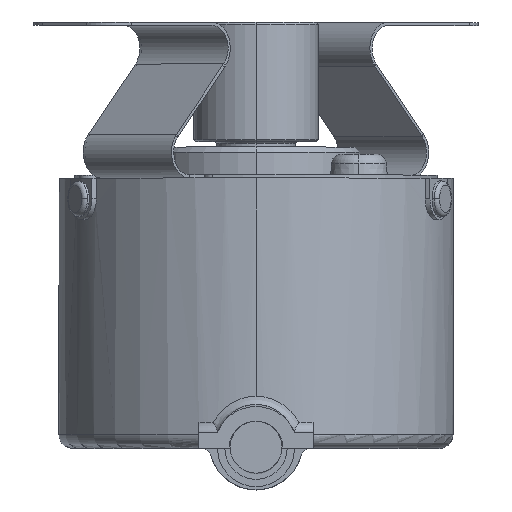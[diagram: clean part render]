
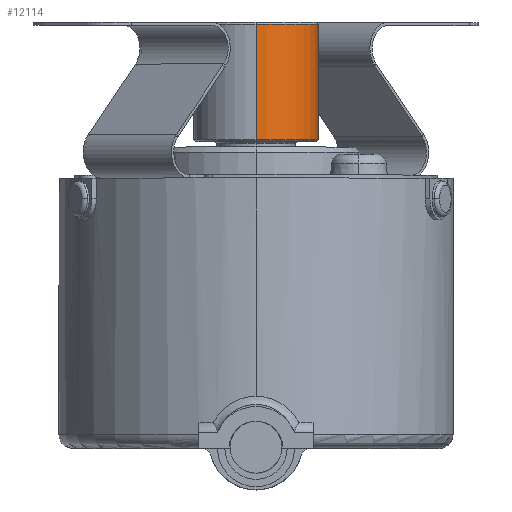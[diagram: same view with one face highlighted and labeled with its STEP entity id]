
A CAD part, top view. The second image highlights one B-rep face of the part: STEP entity #12114.
In plain terms, the highlighted cylindrical face has radius 6 mm (diameter 12 mm), a partial arc.
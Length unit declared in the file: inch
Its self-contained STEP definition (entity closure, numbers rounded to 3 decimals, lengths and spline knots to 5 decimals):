
#150 = DIRECTION ( 'NONE',  ( 0., -1., 0. ) ) ;
#164 = CARTESIAN_POINT ( 'NONE',  ( 1.23745, 2.62682, 2.38754 ) ) ;
#199 = LINE ( 'NONE', #164, #4911 ) ;
#754 = CARTESIAN_POINT ( 'NONE',  ( 1.29453, 2.50871, 1.9221 ) ) ;
#1215 = CARTESIAN_POINT ( 'NONE',  ( 1.23745, 2.18194, 2.38754 ) ) ;
#1477 = CARTESIAN_POINT ( 'NONE',  ( 1.23745, 2.62682, 1.91509 ) ) ;
#1815 = EDGE_LOOP ( 'NONE', ( #5798, #5069, #2122, #2415, #2511, #13322, #15086 ) ) ;
#1835 = EDGE_CURVE ( 'NONE', #7348, #10616, #14348, .T. ) ;
#2100 = VERTEX_POINT ( 'NONE', #2766 ) ;
#2122 = ORIENTED_EDGE ( 'NONE', *, *, #1835, .T. ) ;
#2415 = ORIENTED_EDGE ( 'NONE', *, *, #4202, .F. ) ;
#2478 = EDGE_CURVE ( 'NONE', #7686, #7655, #4456, .T. ) ;
#2511 = ORIENTED_EDGE ( 'NONE', *, *, #2478, .F. ) ;
#2766 = CARTESIAN_POINT ( 'NONE',  ( 1.23745, 2.61895, 1.91509 ) ) ;
#2973 = DIRECTION ( 'NONE',  ( 0., 0., -1. ) ) ;
#3064 = DIRECTION ( 'NONE',  ( 0., -1., 0. ) ) ;
#3076 = CARTESIAN_POINT ( 'NONE',  ( 1.23745, 2.61895, 2.15131 ) ) ;
#3098 = CARTESIAN_POINT ( 'NONE',  ( 1.23745, 2.44463, 1.91509 ) ) ;
#3147 = DIRECTION ( 'NONE',  ( 0., -1., 0. ) ) ;
#3816 = VECTOR ( 'NONE', #9416, 39.37008 ) ;
#4030 = CARTESIAN_POINT ( 'NONE',  ( 1.25693, 2.44835, 1.91587 ) ) ;
#4198 = EDGE_CURVE ( 'NONE', #14381, #7348, #199, .T. ) ;
#4202 = EDGE_CURVE ( 'NONE', #7655, #10616, #8969, .T. ) ;
#4240 = EDGE_CURVE ( 'NONE', #12415, #7686, #13256, .T. ) ;
#4303 = EDGE_CURVE ( 'NONE', #2100, #12415, #6618, .T. ) ;
#4456 = B_SPLINE_CURVE_WITH_KNOTS ( 'NONE', 3,
 ( #13632, #13613, #13608, #12122, #13551, #13522, #13511, #4030, #11267, #13500, #13467, #13431 ),
 .UNSPECIFIED., .F., .F.,
 ( 4, 2, 2, 2, 2, 4 ),
 ( 0.006, 0.0066, 0.00721, 0.00781, 0.00811, 0.00841 ),
 .UNSPECIFIED. ) ;
#4911 = VECTOR ( 'NONE', #150, 39.37008 ) ;
#5069 = ORIENTED_EDGE ( 'NONE', *, *, #4198, .T. ) ;
#5319 = AXIS2_PLACEMENT_3D ( 'NONE', #9584, #9612, #9622 ) ;
#5798 = ORIENTED_EDGE ( 'NONE', *, *, #13602, .T. ) ;
#6495 = CYLINDRICAL_SURFACE ( 'NONE', #5319, 0.23622 ) ;
#6618 = LINE ( 'NONE', #13090, #3816 ) ;
#6756 = AXIS2_PLACEMENT_3D ( 'NONE', #7758, #7123, #7114 ) ;
#7114 = DIRECTION ( 'NONE',  ( 0., 0., -1. ) ) ;
#7123 = DIRECTION ( 'NONE',  ( 0., 1., 0. ) ) ;
#7348 = VERTEX_POINT ( 'NONE', #1215 ) ;
#7655 = VERTEX_POINT ( 'NONE', #3098 ) ;
#7686 = VERTEX_POINT ( 'NONE', #754 ) ;
#7758 = CARTESIAN_POINT ( 'NONE',  ( 1.23745, 2.18194, 2.15131 ) ) ;
#7988 = VECTOR ( 'NONE', #3147, 39.37008 ) ;
#8010 = CARTESIAN_POINT ( 'NONE',  ( 1.26755, 2.5638, 1.91691 ) ) ;
#8969 = LINE ( 'NONE', #1477, #7988 ) ;
#9197 = FACE_OUTER_BOUND ( 'NONE', #1815, .T. ) ;
#9241 = CARTESIAN_POINT ( 'NONE',  ( 1.23745, 2.61895, 2.38754 ) ) ;
#9416 = DIRECTION ( 'NONE',  ( 0., -1., 0. ) ) ;
#9584 = CARTESIAN_POINT ( 'NONE',  ( 1.23745, 2.62682, 2.15131 ) ) ;
#9612 = DIRECTION ( 'NONE',  ( 0., -1., 0. ) ) ;
#9622 = DIRECTION ( 'NONE',  ( 0., 0., -1. ) ) ;
#10053 = CARTESIAN_POINT ( 'NONE',  ( 1.28402, 2.54658, 1.91967 ) ) ;
#10203 = CARTESIAN_POINT ( 'NONE',  ( 1.28795, 2.53954, 1.92054 ) ) ;
#10213 = CARTESIAN_POINT ( 'NONE',  ( 1.29319, 2.52463, 1.92175 ) ) ;
#10616 = VERTEX_POINT ( 'NONE', #15299 ) ;
#10620 = CARTESIAN_POINT ( 'NONE',  ( 1.25316, 2.57047, 1.91559 ) ) ;
#10642 = AXIS2_PLACEMENT_3D ( 'NONE', #3076, #3064, #2973 ) ;
#10769 = CARTESIAN_POINT ( 'NONE',  ( 1.23745, 2.5728, 1.91509 ) ) ;
#10943 = CARTESIAN_POINT ( 'NONE',  ( 1.2414, 2.5728, 1.91509 ) ) ;
#11028 = CARTESIAN_POINT ( 'NONE',  ( 1.2454, 2.57233, 1.9152 ) ) ;
#11040 = CARTESIAN_POINT ( 'NONE',  ( 1.25687, 2.56911, 1.91587 ) ) ;
#11085 = CARTESIAN_POINT ( 'NONE',  ( 1.29453, 2.50871, 1.9221 ) ) ;
#11267 = CARTESIAN_POINT ( 'NONE',  ( 1.25313, 2.44695, 1.91558 ) ) ;
#11312 = CARTESIAN_POINT ( 'NONE',  ( 1.27384, 2.5587, 1.91786 ) ) ;
#12114 = ADVANCED_FACE ( 'NONE', ( #9197 ), #6495, .T. ) ;
#12122 = CARTESIAN_POINT ( 'NONE',  ( 1.28793, 2.47785, 1.92054 ) ) ;
#12415 = VERTEX_POINT ( 'NONE', #12768 ) ;
#12768 = CARTESIAN_POINT ( 'NONE',  ( 1.23745, 2.5728, 1.91509 ) ) ;
#13090 = CARTESIAN_POINT ( 'NONE',  ( 1.23745, 2.62682, 1.91509 ) ) ;
#13256 = B_SPLINE_CURVE_WITH_KNOTS ( 'NONE', 3,
 ( #10769, #10943, #11028, #10620, #11040, #8010, #11312, #10053, #10203, #10213, #13782, #11085 ),
 .UNSPECIFIED., .F., .F.,
 ( 4, 2, 2, 2, 2, 4 ),
 ( 0.00359, 0.00389, 0.00419, 0.0048, 0.0054, 0.006 ),
 .UNSPECIFIED. ) ;
#13322 = ORIENTED_EDGE ( 'NONE', *, *, #4240, .F. ) ;
#13431 = CARTESIAN_POINT ( 'NONE',  ( 1.23745, 2.44463, 1.91509 ) ) ;
#13467 = CARTESIAN_POINT ( 'NONE',  ( 1.24144, 2.44463, 1.91509 ) ) ;
#13500 = CARTESIAN_POINT ( 'NONE',  ( 1.24538, 2.4451, 1.9152 ) ) ;
#13511 = CARTESIAN_POINT ( 'NONE',  ( 1.26751, 2.45362, 1.91691 ) ) ;
#13522 = CARTESIAN_POINT ( 'NONE',  ( 1.27384, 2.45874, 1.91786 ) ) ;
#13551 = CARTESIAN_POINT ( 'NONE',  ( 1.28397, 2.47077, 1.91966 ) ) ;
#13602 = EDGE_CURVE ( 'NONE', #2100, #14381, #15747, .T. ) ;
#13608 = CARTESIAN_POINT ( 'NONE',  ( 1.29318, 2.49276, 1.92175 ) ) ;
#13613 = CARTESIAN_POINT ( 'NONE',  ( 1.29453, 2.50079, 1.9221 ) ) ;
#13632 = CARTESIAN_POINT ( 'NONE',  ( 1.29453, 2.50871, 1.9221 ) ) ;
#13782 = CARTESIAN_POINT ( 'NONE',  ( 1.29453, 2.51662, 1.9221 ) ) ;
#14348 = CIRCLE ( 'NONE', #6756, 0.23622 ) ;
#14381 = VERTEX_POINT ( 'NONE', #9241 ) ;
#15086 = ORIENTED_EDGE ( 'NONE', *, *, #4303, .F. ) ;
#15299 = CARTESIAN_POINT ( 'NONE',  ( 1.23745, 2.18194, 1.91509 ) ) ;
#15747 = CIRCLE ( 'NONE', #10642, 0.23622 ) ;
